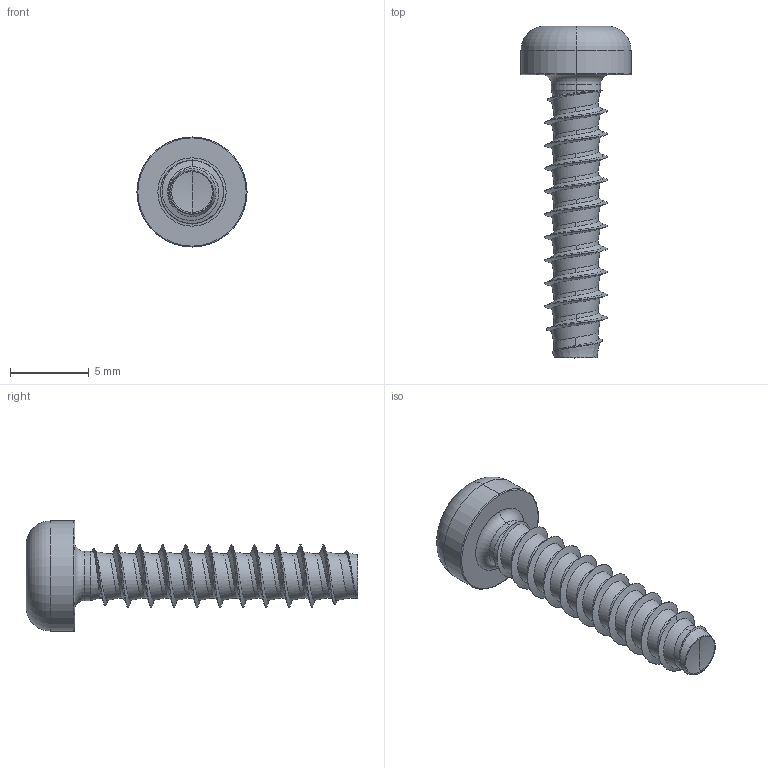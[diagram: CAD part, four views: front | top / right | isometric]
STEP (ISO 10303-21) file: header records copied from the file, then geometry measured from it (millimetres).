
FILE_DESCRIPTION (( 'STEP AP203' ), '1' );
FILE_NAME ('STP420400180.STEP', '2017-08-16T14:59:29', ( '' ), ( '' ), 'SwSTEP 2.0', 'SolidWorks 2015', '' );
FILE_SCHEMA (( 'CONFIG_CONTROL_DESIGN' ));
Length unit declared in the file: millimetre
Products named in the file (1): STP420400180
Bounding box: 7 x 21.09 x 7 mm (x, y, z)
Volume: 224.9 mm3; surface area: 415.7 mm2
Topology: 1 solids, 1 shells, 110 faces, 269 edges, 163 vertices
Faces by surface type: cylinder 50, bspline 35, cone 10, torus 10, plane 3, sphere 2
Entity records: 22216 total; most frequent: CARTESIAN_POINT 19934, ORIENTED_EDGE 538, DIRECTION 356, EDGE_CURVE 269, VERTEX_POINT 163, AXIS2_PLACEMENT_3D 146, B_SPLINE_CURVE_WITH_KNOTS 112, EDGE_LOOP 112
